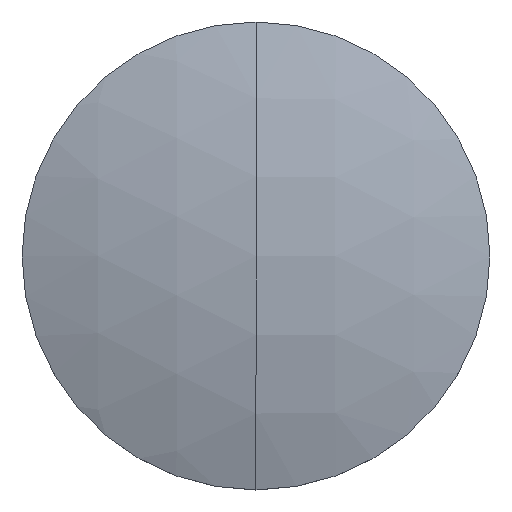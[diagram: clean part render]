
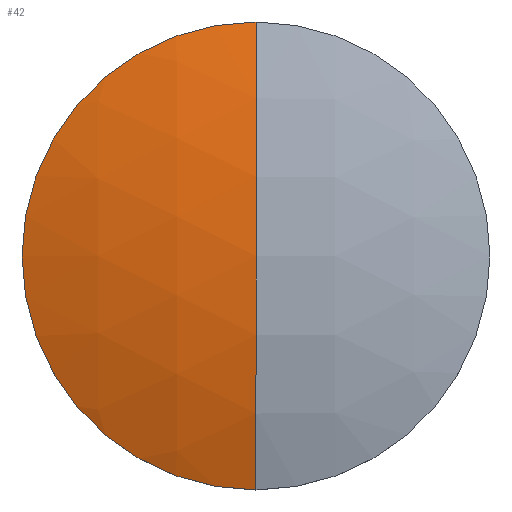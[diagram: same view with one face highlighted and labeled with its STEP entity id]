
A CAD part, top view. The second image highlights one B-rep face of the part: STEP entity #42.
In plain terms, the highlighted spherical face has radius 77.26 mm.
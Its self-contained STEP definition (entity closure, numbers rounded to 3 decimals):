
#5 = CARTESIAN_POINT ( 'NONE',  ( 0., 0., -0.65 ) ) ;
#7 = DIRECTION ( 'NONE',  ( 0., 0., 1. ) ) ;
#8 = DIRECTION ( 'NONE',  ( 1., 0., 0. ) ) ;
#10 = CIRCLE ( 'NONE', #11, 25.4 ) ;
#11 = AXIS2_PLACEMENT_3D ( 'NONE', #5, #7, #8 ) ;
#13 = ORIENTED_EDGE ( 'NONE', *, *, #26, .F. ) ;
#15 = ORIENTED_EDGE ( 'NONE', *, *, #16, .T. ) ;
#16 = EDGE_CURVE ( 'NONE', #58, #18, #66, .T. ) ;
#17 = ORIENTED_EDGE ( 'NONE', *, *, #53, .T. ) ;
#18 = VERTEX_POINT ( 'NONE', #73 ) ;
#23 = EDGE_LOOP ( 'NONE', ( #17, #15, #45, #13 ) ) ;
#26 = EDGE_CURVE ( 'NONE', #37, #50, #97, .T. ) ;
#37 = VERTEX_POINT ( 'NONE', #171 ) ;
#42 = ADVANCED_FACE ( 'NONE', ( #167 ), #150, .T. ) ;
#45 = ORIENTED_EDGE ( 'NONE', *, *, #46, .T. ) ;
#46 = EDGE_CURVE ( 'NONE', #18, #50, #136, .T. ) ;
#50 = VERTEX_POINT ( 'NONE', #157 ) ;
#53 = EDGE_CURVE ( 'NONE', #37, #58, #10, .T. ) ;
#58 = VERTEX_POINT ( 'NONE', #232 ) ;
#63 = DIRECTION ( 'NONE',  ( 0., 0., 1. ) ) ;
#64 = CARTESIAN_POINT ( 'NONE',  ( 0., 0., -0.65 ) ) ;
#65 = AXIS2_PLACEMENT_3D ( 'NONE', #64, #63, #74 ) ;
#66 = CIRCLE ( 'NONE', #65, 25.4 ) ;
#73 = CARTESIAN_POINT ( 'NONE',  ( 0., -25.4, -0.65 ) ) ;
#74 = DIRECTION ( 'NONE',  ( 1., 0., 0. ) ) ;
#94 = DIRECTION ( 'NONE',  ( 0., 0., -1. ) ) ;
#95 = DIRECTION ( 'NONE',  ( 1., 0., 0. ) ) ;
#96 = AXIS2_PLACEMENT_3D ( 'NONE', #112, #95, #94 ) ;
#97 = CIRCLE ( 'NONE', #96, 77.26 ) ;
#112 = CARTESIAN_POINT ( 'NONE',  ( 0., 0., -73.615 ) ) ;
#135 = CARTESIAN_POINT ( 'NONE',  ( 0., 0., -73.615 ) ) ;
#136 = CIRCLE ( 'NONE', #160, 77.26 ) ;
#150 = SPHERICAL_SURFACE ( 'NONE', #155, 77.26 ) ;
#152 = DIRECTION ( 'NONE',  ( 0., 1., 0. ) ) ;
#153 = DIRECTION ( 'NONE',  ( -1., 0., 0. ) ) ;
#154 = CARTESIAN_POINT ( 'NONE',  ( 0., 0., -73.615 ) ) ;
#155 = AXIS2_PLACEMENT_3D ( 'NONE', #154, #153, #152 ) ;
#157 = CARTESIAN_POINT ( 'NONE',  ( 0., 0., 3.645 ) ) ;
#158 = DIRECTION ( 'NONE',  ( 0., -1., 0. ) ) ;
#159 = DIRECTION ( 'NONE',  ( -1., 0., 0. ) ) ;
#160 = AXIS2_PLACEMENT_3D ( 'NONE', #135, #159, #158 ) ;
#167 = FACE_OUTER_BOUND ( 'NONE', #23, .T. ) ;
#171 = CARTESIAN_POINT ( 'NONE',  ( 0., 25.4, -0.65 ) ) ;
#232 = CARTESIAN_POINT ( 'NONE',  ( -25.4, 0., -0.65 ) ) ;
